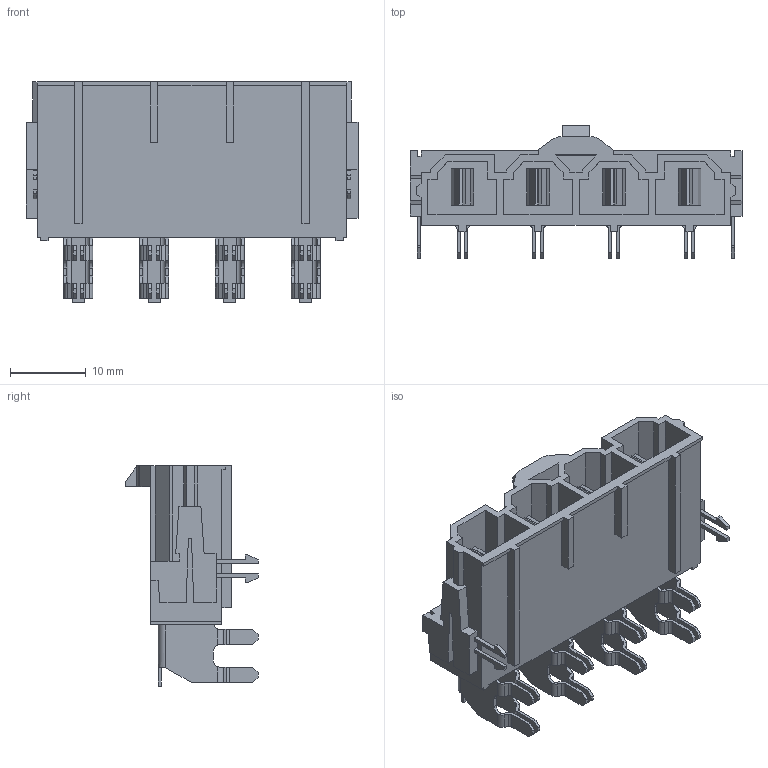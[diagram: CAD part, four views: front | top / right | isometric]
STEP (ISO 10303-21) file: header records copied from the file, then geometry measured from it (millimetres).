
FILE_DESCRIPTION((''),'2;1');
FILE_NAME('428204213','2014-05-13T',('me'),(''),'PRO/ENGINEER BY PARAMETRIC TECHNOLOGY CORPORATION, 2011490','PRO/ENGINEER BY PARAMETRIC TECHNOLOGY CORPORATION, 2011490','');
FILE_SCHEMA(('CONFIG_CONTROL_DESIGN'));
Length unit declared in the file: millimetre
Products named in the file (1): 428204213
Bounding box: 43.82 x 17.55 x 29.1 mm (x, y, z)
Volume: 5440.1 mm3; surface area: 7146.3 mm2
Topology: 1 solids, 1 shells, 557 faces, 1631 edges, 1093 vertices
Faces by surface type: plane 451, cylinder 106
Entity records: 18600 total; most frequent: CARTESIAN_POINT 3660, ORIENTED_EDGE 3222, DIRECTION 2915, EDGE_CURVE 1611, VECTOR 1335, LINE 1335, VERTEX_POINT 1073, AXIS2_PLACEMENT_3D 790
